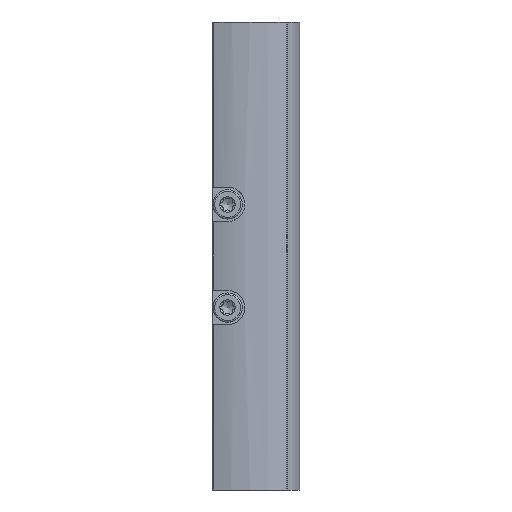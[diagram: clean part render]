
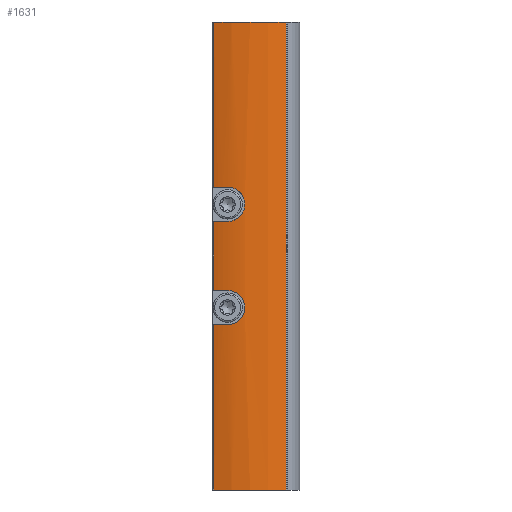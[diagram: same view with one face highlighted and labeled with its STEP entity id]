
A CAD part, left-side view. The second image highlights one B-rep face of the part: STEP entity #1631.
In plain terms, the highlighted cylindrical face has radius 33 mm (diameter 66 mm), a partial arc.
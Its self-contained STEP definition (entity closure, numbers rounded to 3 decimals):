
#86=B_SPLINE_CURVE_WITH_KNOTS('',3,(#2549,#2550,#2551,#2552,#2553,#2554,
#2555),.UNSPECIFIED.,.F.,.F.,(4,1,1,1,4),(0.005,0.009,
0.013,0.017,0.021),.UNSPECIFIED.);
#87=B_SPLINE_CURVE_WITH_KNOTS('',3,(#2563,#2564,#2565,#2566,#2567,#2568,
#2569),.UNSPECIFIED.,.F.,.F.,(4,1,1,1,4),(0.005,0.009,
0.013,0.017,0.021),.UNSPECIFIED.);
#166=CIRCLE('',#1798,33.);
#170=CIRCLE('',#1803,33.);
#173=CIRCLE('',#1807,33.);
#174=CIRCLE('',#1808,33.);
#175=CIRCLE('',#1809,33.);
#176=CIRCLE('',#1810,33.);
#232=CYLINDRICAL_SURFACE('',#1806,33.);
#339=ORIENTED_EDGE('',*,*,#787,.F.);
#340=ORIENTED_EDGE('',*,*,#788,.F.);
#341=ORIENTED_EDGE('',*,*,#789,.F.);
#342=ORIENTED_EDGE('',*,*,#790,.F.);
#343=ORIENTED_EDGE('',*,*,#791,.F.);
#344=ORIENTED_EDGE('',*,*,#792,.F.);
#345=ORIENTED_EDGE('',*,*,#793,.F.);
#346=ORIENTED_EDGE('',*,*,#794,.F.);
#347=ORIENTED_EDGE('',*,*,#778,.F.);
#348=ORIENTED_EDGE('',*,*,#795,.T.);
#349=ORIENTED_EDGE('',*,*,#783,.T.);
#350=ORIENTED_EDGE('',*,*,#796,.F.);
#778=EDGE_CURVE('',#1000,#1001,#166,.T.);
#783=EDGE_CURVE('',#1004,#1003,#170,.T.);
#787=EDGE_CURVE('',#1007,#1008,#173,.T.);
#788=EDGE_CURVE('',#1009,#1007,#86,.T.);
#789=EDGE_CURVE('',#1010,#1009,#174,.T.);
#790=EDGE_CURVE('',#1011,#1010,#1158,.T.);
#791=EDGE_CURVE('',#1012,#1011,#175,.T.);
#792=EDGE_CURVE('',#1013,#1012,#87,.T.);
#793=EDGE_CURVE('',#1014,#1013,#176,.T.);
#794=EDGE_CURVE('',#1001,#1014,#1159,.T.);
#795=EDGE_CURVE('',#1000,#1004,#1160,.T.);
#796=EDGE_CURVE('',#1008,#1003,#1161,.T.);
#1000=VERTEX_POINT('',#2528);
#1001=VERTEX_POINT('',#2530);
#1003=VERTEX_POINT('',#2537);
#1004=VERTEX_POINT('',#2539);
#1007=VERTEX_POINT('',#2547);
#1008=VERTEX_POINT('',#2548);
#1009=VERTEX_POINT('',#2556);
#1010=VERTEX_POINT('',#2558);
#1011=VERTEX_POINT('',#2560);
#1012=VERTEX_POINT('',#2562);
#1013=VERTEX_POINT('',#2570);
#1014=VERTEX_POINT('',#2572);
#1158=LINE('',#2559,#1242);
#1159=LINE('',#2573,#1243);
#1160=LINE('',#2574,#1244);
#1161=LINE('',#2575,#1245);
#1242=VECTOR('',#2065,1000.);
#1243=VECTOR('',#2070,1000.);
#1244=VECTOR('',#2071,1000.);
#1245=VECTOR('',#2072,1000.);
#1305=EDGE_LOOP('',(#339,#340,#341,#342,#343,#344,#345,#346,#347,#348,#349,
#350));
#1455=FACE_BOUND('',#1305,.T.);
#1631=ADVANCED_FACE('',(#1455),#232,.T.);
#1798=AXIS2_PLACEMENT_3D('',#2529,#2041,#2042);
#1803=AXIS2_PLACEMENT_3D('',#2538,#2052,#2053);
#1806=AXIS2_PLACEMENT_3D('',#2545,#2059,#2060);
#1807=AXIS2_PLACEMENT_3D('',#2546,#2061,#2062);
#1808=AXIS2_PLACEMENT_3D('',#2557,#2063,#2064);
#1809=AXIS2_PLACEMENT_3D('',#2561,#2066,#2067);
#1810=AXIS2_PLACEMENT_3D('',#2571,#2068,#2069);
#2041=DIRECTION('',(1.,0.,0.));
#2042=DIRECTION('',(0.,0.,-1.));
#2052=DIRECTION('',(1.,0.,0.));
#2053=DIRECTION('',(0.,0.,-1.));
#2059=DIRECTION('',(-1.,0.,0.));
#2060=DIRECTION('',(0.,0.,1.));
#2061=DIRECTION('',(1.,0.,0.));
#2062=DIRECTION('',(0.,0.,-1.));
#2063=DIRECTION('',(-1.,0.,0.));
#2064=DIRECTION('',(0.,0.,1.));
#2065=DIRECTION('',(-1.,0.,0.));
#2066=DIRECTION('',(1.,0.,0.));
#2067=DIRECTION('',(0.,0.,-1.));
#2068=DIRECTION('',(-1.,0.,0.));
#2069=DIRECTION('',(0.,0.,1.));
#2070=DIRECTION('',(-1.,0.,0.));
#2071=DIRECTION('',(-1.,0.,0.));
#2072=DIRECTION('',(-1.,0.,0.));
#2528=CARTESIAN_POINT('',(136.,-7.093,-11.754));
#2529=CARTESIAN_POINT('',(136.,3.5,19.5));
#2530=CARTESIAN_POINT('',(136.,14.093,-11.754));
#2537=CARTESIAN_POINT('',(0.,14.093,-11.754));
#2538=CARTESIAN_POINT('',(0.,3.5,19.5));
#2539=CARTESIAN_POINT('',(0.,-7.093,-11.754));
#2545=CARTESIAN_POINT('',(136.,3.5,19.5));
#2546=CARTESIAN_POINT('',(48.,3.5,19.5));
#2547=CARTESIAN_POINT('',(48.,10.,-12.854));
#2548=CARTESIAN_POINT('',(48.,14.093,-11.754));
#2549=CARTESIAN_POINT('',(58.,10.,-12.854));
#2550=CARTESIAN_POINT('',(58.,8.712,-13.112));
#2551=CARTESIAN_POINT('',(56.939,6.097,-13.442));
#2552=CARTESIAN_POINT('',(52.999,4.451,-13.478));
#2553=CARTESIAN_POINT('',(49.064,6.097,-13.441));
#2554=CARTESIAN_POINT('',(48.,8.705,-13.114));
#2555=CARTESIAN_POINT('',(48.,10.,-12.854));
#2556=CARTESIAN_POINT('',(58.,10.,-12.854));
#2557=CARTESIAN_POINT('',(58.,3.5,19.5));
#2558=CARTESIAN_POINT('',(58.,14.093,-11.754));
#2559=CARTESIAN_POINT('',(136.,14.093,-11.754));
#2560=CARTESIAN_POINT('',(78.,14.093,-11.754));
#2561=CARTESIAN_POINT('',(78.,3.5,19.5));
#2562=CARTESIAN_POINT('',(78.,10.,-12.854));
#2563=CARTESIAN_POINT('',(88.,10.,-12.854));
#2564=CARTESIAN_POINT('',(88.,8.712,-13.112));
#2565=CARTESIAN_POINT('',(86.939,6.097,-13.442));
#2566=CARTESIAN_POINT('',(82.999,4.451,-13.478));
#2567=CARTESIAN_POINT('',(79.064,6.097,-13.441));
#2568=CARTESIAN_POINT('',(78.,8.705,-13.114));
#2569=CARTESIAN_POINT('',(78.,10.,-12.854));
#2570=CARTESIAN_POINT('',(88.,10.,-12.854));
#2571=CARTESIAN_POINT('',(88.,3.5,19.5));
#2572=CARTESIAN_POINT('',(88.,14.093,-11.754));
#2573=CARTESIAN_POINT('',(136.,14.093,-11.754));
#2574=CARTESIAN_POINT('',(136.,-7.093,-11.754));
#2575=CARTESIAN_POINT('',(136.,14.093,-11.754));
